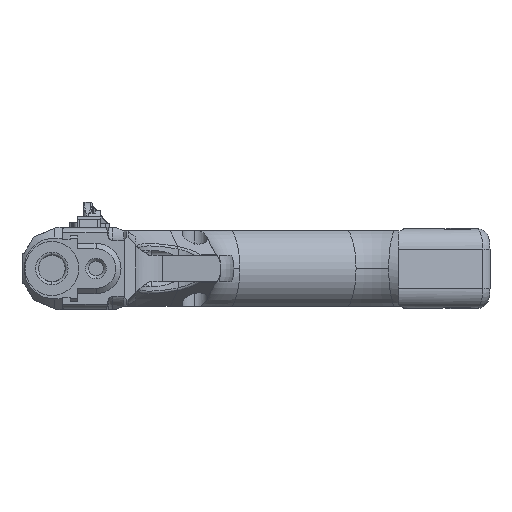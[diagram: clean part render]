
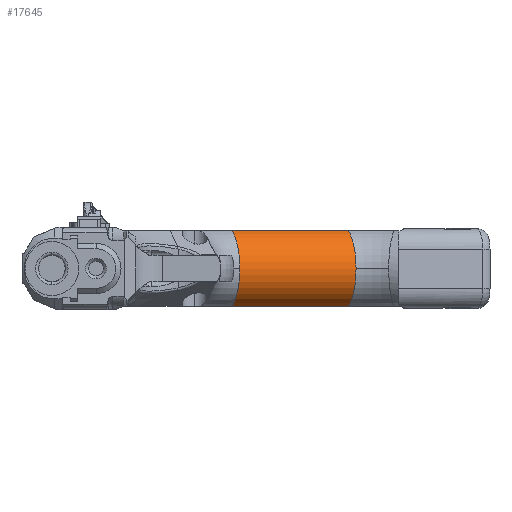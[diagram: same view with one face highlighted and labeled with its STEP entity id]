
A CAD part, left-side view. The second image highlights one B-rep face of the part: STEP entity #17645.
In plain terms, the highlighted cylindrical face has radius 13.826 mm (diameter 27.651 mm), a partial arc.
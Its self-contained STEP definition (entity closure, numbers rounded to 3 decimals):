
#139 = DIRECTION ( 'NONE',  ( 0.951, 0.309, 0. ) ) ;
#298 = EDGE_CURVE ( 'NONE', #12614, #4858, #5124, .T. ) ;
#767 = AXIS2_PLACEMENT_3D ( 'NONE', #1299, #7550, #1869 ) ;
#1038 = CIRCLE ( 'NONE', #14605, 13.826 ) ;
#1299 = CARTESIAN_POINT ( 'NONE',  ( -4.397, 58.272, 0. ) ) ;
#1371 = VECTOR ( 'NONE', #2919, 1000. ) ;
#1644 = ORIENTED_EDGE ( 'NONE', *, *, #18136, .F. ) ;
#1680 = CYLINDRICAL_SURFACE ( 'NONE', #16801, 13.826 ) ;
#1858 = CARTESIAN_POINT ( 'NONE',  ( -9.367, 56.658, 12.8 ) ) ;
#1869 = DIRECTION ( 'NONE',  ( -0.951, -0.309, 0. ) ) ;
#1917 = CARTESIAN_POINT ( 'NONE',  ( -9.367, 56.658, 12.8 ) ) ;
#2379 = ORIENTED_EDGE ( 'NONE', *, *, #17563, .T. ) ;
#2507 = DIRECTION ( 'NONE',  ( 0.309, -0.951, 0. ) ) ;
#2919 = DIRECTION ( 'NONE',  ( 0.309, -0.951, 0. ) ) ;
#3446 = EDGE_CURVE ( 'NONE', #12614, #14245, #15047, .T. ) ;
#4241 = CARTESIAN_POINT ( 'NONE',  ( 8.438, 18.772, 0. ) ) ;
#4476 = CARTESIAN_POINT ( 'NONE',  ( -4.397, 58.272, 0. ) ) ;
#4858 = VERTEX_POINT ( 'NONE', #13042 ) ;
#5124 = LINE ( 'NONE', #1858, #17607 ) ;
#5209 = ORIENTED_EDGE ( 'NONE', *, *, #7705, .T. ) ;
#5396 = CARTESIAN_POINT ( 'NONE',  ( 3.468, 17.158, -12.8 ) ) ;
#6708 = CARTESIAN_POINT ( 'NONE',  ( -9.367, 56.658, -12.8 ) ) ;
#7550 = DIRECTION ( 'NONE',  ( 0.309, -0.951, 0. ) ) ;
#7705 = EDGE_CURVE ( 'NONE', #11217, #18145, #13052, .T. ) ;
#7876 = CARTESIAN_POINT ( 'NONE',  ( -17.546, 54., 0. ) ) ;
#9279 = CARTESIAN_POINT ( 'NONE',  ( -4.397, 58.272, 0. ) ) ;
#9934 = ORIENTED_EDGE ( 'NONE', *, *, #3446, .T. ) ;
#10012 = CARTESIAN_POINT ( 'NONE',  ( -4.711, 14.5, 0. ) ) ;
#10069 = CARTESIAN_POINT ( 'NONE',  ( -9.367, 56.658, -12.8 ) ) ;
#10369 = DIRECTION ( 'NONE',  ( 0.309, -0.951, 0. ) ) ;
#10481 = DIRECTION ( 'NONE',  ( -0.951, -0.309, 0. ) ) ;
#11129 = VERTEX_POINT ( 'NONE', #10012 ) ;
#11217 = VERTEX_POINT ( 'NONE', #6708 ) ;
#11432 = DIRECTION ( 'NONE',  ( -0.951, -0.309, 0. ) ) ;
#12614 = VERTEX_POINT ( 'NONE', #1917 ) ;
#13042 = CARTESIAN_POINT ( 'NONE',  ( 3.468, 17.158, 12.8 ) ) ;
#13052 = LINE ( 'NONE', #10069, #1371 ) ;
#13081 = AXIS2_PLACEMENT_3D ( 'NONE', #4241, #2507, #15638 ) ;
#13638 = FACE_OUTER_BOUND ( 'NONE', #16128, .T. ) ;
#14245 = VERTEX_POINT ( 'NONE', #7876 ) ;
#14605 = AXIS2_PLACEMENT_3D ( 'NONE', #15023, #14924, #10481 ) ;
#14819 = ORIENTED_EDGE ( 'NONE', *, *, #298, .F. ) ;
#14924 = DIRECTION ( 'NONE',  ( 0.309, -0.951, 0. ) ) ;
#15023 = CARTESIAN_POINT ( 'NONE',  ( 8.438, 18.772, 0. ) ) ;
#15047 = CIRCLE ( 'NONE', #15343, 13.826 ) ;
#15343 = AXIS2_PLACEMENT_3D ( 'NONE', #4476, #16258, #11432 ) ;
#15638 = DIRECTION ( 'NONE',  ( -0.951, -0.309, 0. ) ) ;
#16128 = EDGE_LOOP ( 'NONE', ( #9934, #2379, #5209, #1644, #17636, #14819 ) ) ;
#16258 = DIRECTION ( 'NONE',  ( 0.309, -0.951, 0. ) ) ;
#16501 = EDGE_CURVE ( 'NONE', #4858, #11129, #1038, .T. ) ;
#16777 = CIRCLE ( 'NONE', #13081, 13.826 ) ;
#16801 = AXIS2_PLACEMENT_3D ( 'NONE', #9279, #10369, #139 ) ;
#17563 = EDGE_CURVE ( 'NONE', #14245, #11217, #18652, .T. ) ;
#17607 = VECTOR ( 'NONE', #18261, 1000. ) ;
#17636 = ORIENTED_EDGE ( 'NONE', *, *, #16501, .F. ) ;
#17645 = ADVANCED_FACE ( 'NONE', ( #13638 ), #1680, .T. ) ;
#18136 = EDGE_CURVE ( 'NONE', #11129, #18145, #16777, .T. ) ;
#18145 = VERTEX_POINT ( 'NONE', #5396 ) ;
#18261 = DIRECTION ( 'NONE',  ( 0.309, -0.951, 0. ) ) ;
#18652 = CIRCLE ( 'NONE', #767, 13.826 ) ;
